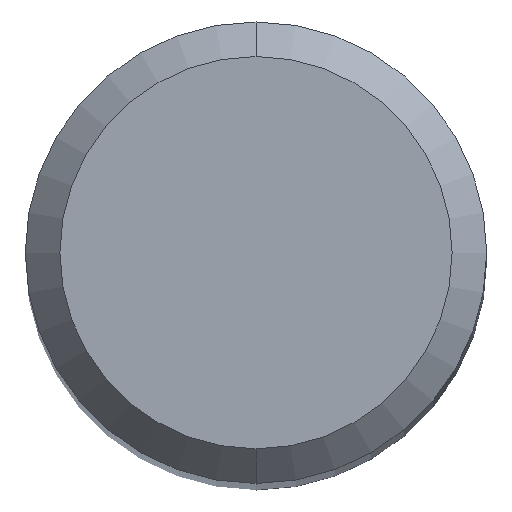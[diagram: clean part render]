
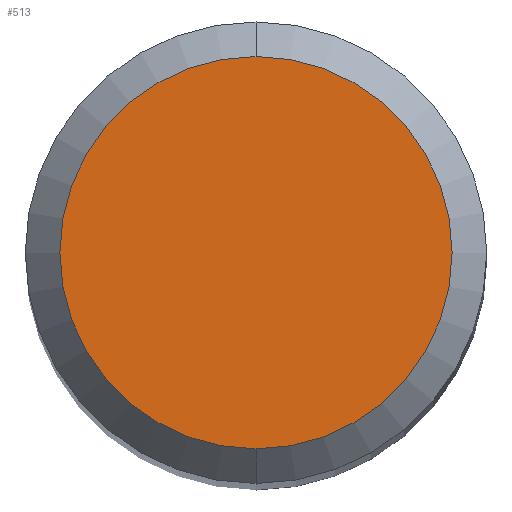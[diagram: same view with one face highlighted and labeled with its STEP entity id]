
A CAD part, top view. The second image highlights one B-rep face of the part: STEP entity #513.
In plain terms, the highlighted planar face has unit normal (0, 0, 1).
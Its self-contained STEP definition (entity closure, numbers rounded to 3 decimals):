
#225=VERTEX_POINT('',#586);
#441=EDGE_CURVE('',#225,#477,#825,.T.);
#445=EDGE_CURVE('',#477,#225,#830,.T.);
#477=VERTEX_POINT('',#865);
#513=ADVANCED_FACE('',(#905),#906,.T.);
#586=CARTESIAN_POINT('',(0.0,1.7,0.0));
#825=CIRCLE('',#1401,1.7);
#830=CIRCLE('',#1407,1.7);
#865=CARTESIAN_POINT('',(0.,-1.7,0.0));
#905=FACE_OUTER_BOUND('',#1602,.T.);
#906=PLANE('',#1603);
#1401=AXIS2_PLACEMENT_3D('',#1953,#1954,#1955);
#1407=AXIS2_PLACEMENT_3D('',#1964,#1965,#1966);
#1602=EDGE_LOOP('',(#2040,#2041));
#1603=AXIS2_PLACEMENT_3D('',#2042,#2043,#2044);
#1953=CARTESIAN_POINT('',(0.0,0.0,0.0));
#1954=DIRECTION('',(0.0,0.0,-1.0));
#1955=DIRECTION('',(0.0,1.0,0.0));
#1964=CARTESIAN_POINT('',(0.0,0.0,0.0));
#1965=DIRECTION('',(0.0,0.0,-1.0));
#1966=DIRECTION('',(0.0,1.0,0.0));
#2040=ORIENTED_EDGE('',*,*,#441,.F.);
#2041=ORIENTED_EDGE('',*,*,#445,.F.);
#2042=CARTESIAN_POINT('',(0.0,0.85,0.0));
#2043=DIRECTION('',(-0.0,0.0,1.0));
#2044=DIRECTION('',(0.0,-1.0,0.0));
